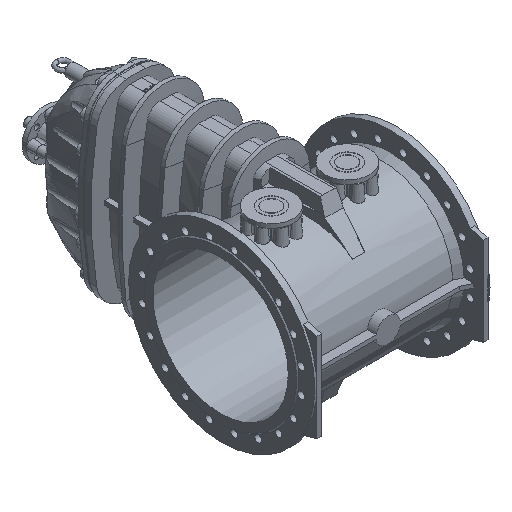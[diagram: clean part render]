
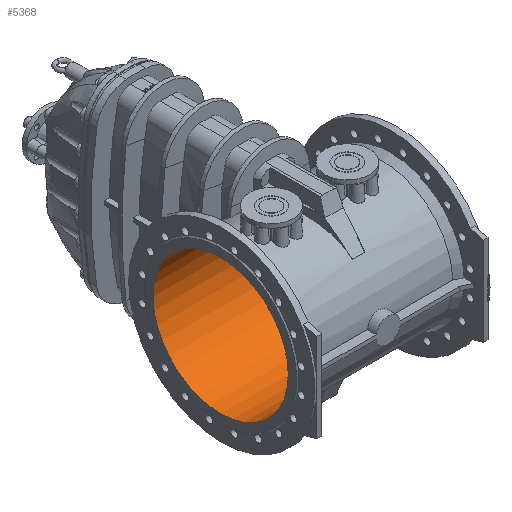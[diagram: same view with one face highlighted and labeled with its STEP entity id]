
A CAD part, isometric view. The second image highlights one B-rep face of the part: STEP entity #5368.
In plain terms, the highlighted cylindrical face has radius 305 mm (diameter 610 mm), a full revolution.
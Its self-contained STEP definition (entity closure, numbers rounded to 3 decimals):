
#2180 = CARTESIAN_POINT ( 'NONE',  ( -400., 0., 0. ) ) ;
#2181 = DIRECTION ( 'NONE',  ( -1., 0., 0. ) ) ;
#2182 = DIRECTION ( 'NONE',  ( 0., 0., 1. ) ) ;
#2682 = ORIENTED_EDGE ( 'NONE', *, *, #19687, .T. ) ;
#2683 = ORIENTED_EDGE ( 'NONE', *, *, #16308, .F. ) ;
#3935 = CARTESIAN_POINT ( 'NONE',  ( 400., 0., 305. ) ) ;
#3993 = CARTESIAN_POINT ( 'NONE',  ( -400., 0., 305. ) ) ;
#5368 = ADVANCED_FACE ( 'NONE', ( #15179, #15184 ), #15186, .F. ) ;
#7158 = AXIS2_PLACEMENT_3D ( 'NONE', #14538, #14539, #14537 ) ;
#7432 = AXIS2_PLACEMENT_3D ( 'NONE', #26002, #26003, #26004 ) ;
#8983 = CIRCLE ( 'NONE', #7432, 305. ) ;
#14537 = DIRECTION ( 'NONE',  ( 0., 0., 1. ) ) ;
#14538 = CARTESIAN_POINT ( 'NONE',  ( 400., 0., 0. ) ) ;
#14539 = DIRECTION ( 'NONE',  ( -1., 0., 0. ) ) ;
#15179 = FACE_OUTER_BOUND ( 'NONE', #17747, .T. ) ;
#15184 = FACE_OUTER_BOUND ( 'NONE', #17768, .T. ) ;
#15186 = CYLINDRICAL_SURFACE ( 'NONE', #7158, 305. ) ;
#16308 = EDGE_CURVE ( 'NONE', #34715, #34715, #8983, .T. ) ;
#17747 = EDGE_LOOP ( 'NONE', ( #2682 ) ) ;
#17768 = EDGE_LOOP ( 'NONE', ( #2683 ) ) ;
#19687 = EDGE_CURVE ( 'NONE', #34765, #34765, #34425, .T. ) ;
#26002 = CARTESIAN_POINT ( 'NONE',  ( 400., 0., 0. ) ) ;
#26003 = DIRECTION ( 'NONE',  ( -1., 0., 0. ) ) ;
#26004 = DIRECTION ( 'NONE',  ( 0., 0., 1. ) ) ;
#28059 = AXIS2_PLACEMENT_3D ( 'NONE', #2180, #2181, #2182 ) ;
#34425 = CIRCLE ( 'NONE', #28059, 305. ) ;
#34715 = VERTEX_POINT ( 'NONE', #3935 ) ;
#34765 = VERTEX_POINT ( 'NONE', #3993 ) ;
